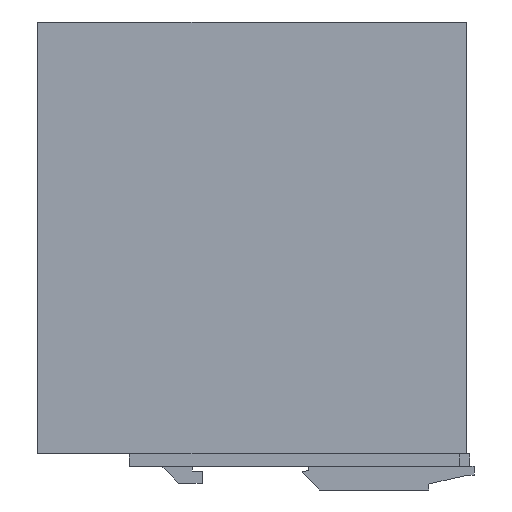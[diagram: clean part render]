
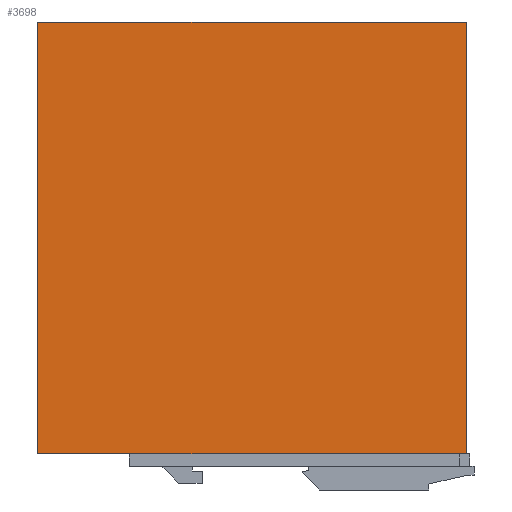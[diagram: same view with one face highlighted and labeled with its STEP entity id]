
A CAD part, left-side view. The second image highlights one B-rep face of the part: STEP entity #3698.
In plain terms, the highlighted planar face has unit normal (-1, 0, 0).
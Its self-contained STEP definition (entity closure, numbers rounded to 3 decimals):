
#74 = PLANE ( 'NONE',  #14189 ) ;
#374 = EDGE_CURVE ( 'NONE', #8649, #14018, #11318, .T. ) ;
#463 = ORIENTED_EDGE ( 'NONE', *, *, #374, .F. ) ;
#1295 = ORIENTED_EDGE ( 'NONE', *, *, #3262, .F. ) ;
#1353 = FACE_OUTER_BOUND ( 'NONE', #14259, .T. ) ;
#1729 = CARTESIAN_POINT ( 'NONE',  ( -27.5, -63.5, 0. ) ) ;
#2021 = DIRECTION ( 'NONE',  ( 0., -1., 0. ) ) ;
#2350 = VECTOR ( 'NONE', #12136, 1000. ) ;
#2524 = VERTEX_POINT ( 'NONE', #7948 ) ;
#2658 = DIRECTION ( 'NONE',  ( 0., 0., 1. ) ) ;
#3262 = EDGE_CURVE ( 'NONE', #2524, #8649, #7898, .T. ) ;
#3698 = ADVANCED_FACE ( 'NONE', ( #1353 ), #74, .T. ) ;
#4024 = CARTESIAN_POINT ( 'NONE',  ( -27.5, 63.5, 0. ) ) ;
#4777 = VERTEX_POINT ( 'NONE', #8812 ) ;
#5183 = ORIENTED_EDGE ( 'NONE', *, *, #12941, .F. ) ;
#5444 = DIRECTION ( 'NONE',  ( 0., 0., -1. ) ) ;
#6283 = LINE ( 'NONE', #12958, #13130 ) ;
#6446 = CARTESIAN_POINT ( 'NONE',  ( -27.5, -63.5, -127.9 ) ) ;
#6947 = DIRECTION ( 'NONE',  ( -1., 0., 0. ) ) ;
#7199 = CARTESIAN_POINT ( 'NONE',  ( -27.5, 63.5, 0. ) ) ;
#7898 = LINE ( 'NONE', #6446, #2350 ) ;
#7948 = CARTESIAN_POINT ( 'NONE',  ( -27.5, -63.5, -127.9 ) ) ;
#8649 = VERTEX_POINT ( 'NONE', #8736 ) ;
#8736 = CARTESIAN_POINT ( 'NONE',  ( -27.5, 63.5, -127.9 ) ) ;
#8812 = CARTESIAN_POINT ( 'NONE',  ( -27.5, -63.5, 0. ) ) ;
#9567 = CARTESIAN_POINT ( 'NONE',  ( -27.5, 0., 0. ) ) ;
#10290 = VECTOR ( 'NONE', #5444, 1000. ) ;
#11318 = LINE ( 'NONE', #4024, #16046 ) ;
#12136 = DIRECTION ( 'NONE',  ( 0., 1., 0. ) ) ;
#12180 = DIRECTION ( 'NONE',  ( 0., 0., 1. ) ) ;
#12941 = EDGE_CURVE ( 'NONE', #14018, #4777, #6283, .T. ) ;
#12958 = CARTESIAN_POINT ( 'NONE',  ( -27.5, -63.5, 0. ) ) ;
#13130 = VECTOR ( 'NONE', #2021, 1000. ) ;
#14018 = VERTEX_POINT ( 'NONE', #7199 ) ;
#14112 = LINE ( 'NONE', #1729, #10290 ) ;
#14130 = ORIENTED_EDGE ( 'NONE', *, *, #16422, .F. ) ;
#14189 = AXIS2_PLACEMENT_3D ( 'NONE', #9567, #6947, #12180 ) ;
#14259 = EDGE_LOOP ( 'NONE', ( #1295, #14130, #5183, #463 ) ) ;
#16046 = VECTOR ( 'NONE', #2658, 1000. ) ;
#16422 = EDGE_CURVE ( 'NONE', #4777, #2524, #14112, .T. ) ;
